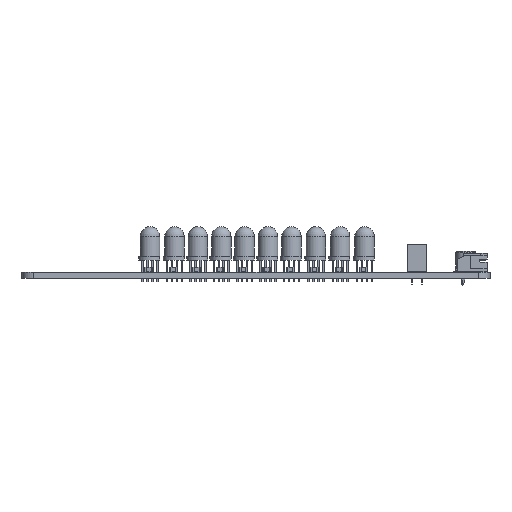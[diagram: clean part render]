
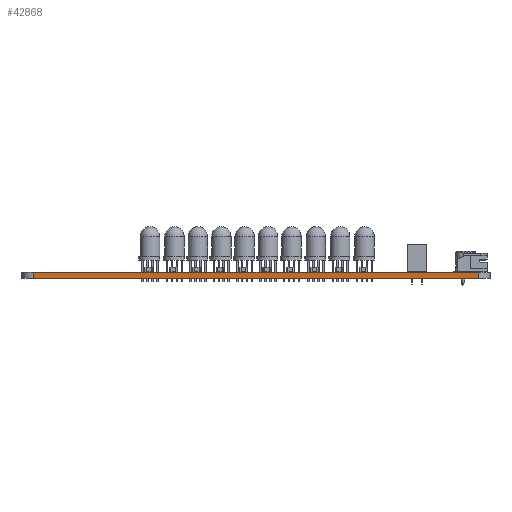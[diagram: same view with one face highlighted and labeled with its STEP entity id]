
A CAD part, left-side view. The second image highlights one B-rep face of the part: STEP entity #42868.
In plain terms, the highlighted planar face has unit normal (-1, 0, 0).
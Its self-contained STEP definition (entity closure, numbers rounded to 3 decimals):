
#42685 = CYLINDRICAL_SURFACE('',#42686,3.);
#42686 = AXIS2_PLACEMENT_3D('',#42687,#42688,#42689);
#42687 = CARTESIAN_POINT('',(223.,-137.,0.));
#42688 = DIRECTION('',(0.,0.,-1.));
#42689 = DIRECTION('',(1.,0.,0.));
#42710 = VERTEX_POINT('',#42711);
#42711 = CARTESIAN_POINT('',(220.,-137.,1.6));
#42726 = PLANE('',#42727);
#42727 = AXIS2_PLACEMENT_3D('',#42728,#42729,#42730);
#42728 = CARTESIAN_POINT('',(290.,-194.,1.6));
#42729 = DIRECTION('',(0.,0.,1.));
#42730 = DIRECTION('',(1.,0.,0.));
#42738 = EDGE_CURVE('',#42739,#42710,#42741,.T.);
#42739 = VERTEX_POINT('',#42740);
#42740 = CARTESIAN_POINT('',(220.,-137.,0.));
#42741 = SURFACE_CURVE('',#42742,(#42746,#42753),.PCURVE_S1.);
#42742 = LINE('',#42743,#42744);
#42743 = CARTESIAN_POINT('',(220.,-137.,0.));
#42744 = VECTOR('',#42745,1.);
#42745 = DIRECTION('',(0.,0.,1.));
#42746 = PCURVE('',#42685,#42747);
#42747 = DEFINITIONAL_REPRESENTATION('',(#42748),#42752);
#42748 = LINE('',#42749,#42750);
#42749 = CARTESIAN_POINT('',(-3.142,0.));
#42750 = VECTOR('',#42751,1.);
#42751 = DIRECTION('',(0.,-1.));
#42752 = ( GEOMETRIC_REPRESENTATION_CONTEXT(2) 
PARAMETRIC_REPRESENTATION_CONTEXT() REPRESENTATION_CONTEXT('2D SPACE',''
  ) );
#42753 = PCURVE('',#42754,#42759);
#42754 = PLANE('',#42755);
#42755 = AXIS2_PLACEMENT_3D('',#42756,#42757,#42758);
#42756 = CARTESIAN_POINT('',(220.,-137.,0.));
#42757 = DIRECTION('',(1.,0.,0.));
#42758 = DIRECTION('',(0.,-1.,0.));
#42759 = DEFINITIONAL_REPRESENTATION('',(#42760),#42764);
#42760 = LINE('',#42761,#42762);
#42761 = CARTESIAN_POINT('',(0.,0.));
#42762 = VECTOR('',#42763,1.);
#42763 = DIRECTION('',(0.,-1.));
#42764 = ( GEOMETRIC_REPRESENTATION_CONTEXT(2) 
PARAMETRIC_REPRESENTATION_CONTEXT() REPRESENTATION_CONTEXT('2D SPACE',''
  ) );
#42781 = PLANE('',#42782);
#42782 = AXIS2_PLACEMENT_3D('',#42783,#42784,#42785);
#42783 = CARTESIAN_POINT('',(290.,-194.,0.));
#42784 = DIRECTION('',(0.,0.,1.));
#42785 = DIRECTION('',(1.,0.,0.));
#42868 = ADVANCED_FACE('',(#42869),#42754,.F.);
#42869 = FACE_BOUND('',#42870,.F.);
#42870 = EDGE_LOOP('',(#42871,#42872,#42895,#42923));
#42871 = ORIENTED_EDGE('',*,*,#42738,.T.);
#42872 = ORIENTED_EDGE('',*,*,#42873,.T.);
#42873 = EDGE_CURVE('',#42710,#42874,#42876,.T.);
#42874 = VERTEX_POINT('',#42875);
#42875 = CARTESIAN_POINT('',(220.,-251.,1.6));
#42876 = SURFACE_CURVE('',#42877,(#42881,#42888),.PCURVE_S1.);
#42877 = LINE('',#42878,#42879);
#42878 = CARTESIAN_POINT('',(220.,-137.,1.6));
#42879 = VECTOR('',#42880,1.);
#42880 = DIRECTION('',(0.,-1.,0.));
#42881 = PCURVE('',#42754,#42882);
#42882 = DEFINITIONAL_REPRESENTATION('',(#42883),#42887);
#42883 = LINE('',#42884,#42885);
#42884 = CARTESIAN_POINT('',(0.,-1.6));
#42885 = VECTOR('',#42886,1.);
#42886 = DIRECTION('',(1.,0.));
#42887 = ( GEOMETRIC_REPRESENTATION_CONTEXT(2) 
PARAMETRIC_REPRESENTATION_CONTEXT() REPRESENTATION_CONTEXT('2D SPACE',''
  ) );
#42888 = PCURVE('',#42726,#42889);
#42889 = DEFINITIONAL_REPRESENTATION('',(#42890),#42894);
#42890 = LINE('',#42891,#42892);
#42891 = CARTESIAN_POINT('',(-70.,57.));
#42892 = VECTOR('',#42893,1.);
#42893 = DIRECTION('',(0.,-1.));
#42894 = ( GEOMETRIC_REPRESENTATION_CONTEXT(2) 
PARAMETRIC_REPRESENTATION_CONTEXT() REPRESENTATION_CONTEXT('2D SPACE',''
  ) );
#42895 = ORIENTED_EDGE('',*,*,#42896,.F.);
#42896 = EDGE_CURVE('',#42897,#42874,#42899,.T.);
#42897 = VERTEX_POINT('',#42898);
#42898 = CARTESIAN_POINT('',(220.,-251.,0.));
#42899 = SURFACE_CURVE('',#42900,(#42904,#42911),.PCURVE_S1.);
#42900 = LINE('',#42901,#42902);
#42901 = CARTESIAN_POINT('',(220.,-251.,0.));
#42902 = VECTOR('',#42903,1.);
#42903 = DIRECTION('',(0.,0.,1.));
#42904 = PCURVE('',#42754,#42905);
#42905 = DEFINITIONAL_REPRESENTATION('',(#42906),#42910);
#42906 = LINE('',#42907,#42908);
#42907 = CARTESIAN_POINT('',(114.,0.));
#42908 = VECTOR('',#42909,1.);
#42909 = DIRECTION('',(0.,-1.));
#42910 = ( GEOMETRIC_REPRESENTATION_CONTEXT(2) 
PARAMETRIC_REPRESENTATION_CONTEXT() REPRESENTATION_CONTEXT('2D SPACE',''
  ) );
#42911 = PCURVE('',#42912,#42917);
#42912 = CYLINDRICAL_SURFACE('',#42913,3.);
#42913 = AXIS2_PLACEMENT_3D('',#42914,#42915,#42916);
#42914 = CARTESIAN_POINT('',(223.,-251.,0.));
#42915 = DIRECTION('',(0.,0.,-1.));
#42916 = DIRECTION('',(1.,0.,0.));
#42917 = DEFINITIONAL_REPRESENTATION('',(#42918),#42922);
#42918 = LINE('',#42919,#42920);
#42919 = CARTESIAN_POINT('',(-3.142,0.));
#42920 = VECTOR('',#42921,1.);
#42921 = DIRECTION('',(0.,-1.));
#42922 = ( GEOMETRIC_REPRESENTATION_CONTEXT(2) 
PARAMETRIC_REPRESENTATION_CONTEXT() REPRESENTATION_CONTEXT('2D SPACE',''
  ) );
#42923 = ORIENTED_EDGE('',*,*,#42924,.F.);
#42924 = EDGE_CURVE('',#42739,#42897,#42925,.T.);
#42925 = SURFACE_CURVE('',#42926,(#42930,#42937),.PCURVE_S1.);
#42926 = LINE('',#42927,#42928);
#42927 = CARTESIAN_POINT('',(220.,-137.,0.));
#42928 = VECTOR('',#42929,1.);
#42929 = DIRECTION('',(0.,-1.,0.));
#42930 = PCURVE('',#42754,#42931);
#42931 = DEFINITIONAL_REPRESENTATION('',(#42932),#42936);
#42932 = LINE('',#42933,#42934);
#42933 = CARTESIAN_POINT('',(0.,0.));
#42934 = VECTOR('',#42935,1.);
#42935 = DIRECTION('',(1.,0.));
#42936 = ( GEOMETRIC_REPRESENTATION_CONTEXT(2) 
PARAMETRIC_REPRESENTATION_CONTEXT() REPRESENTATION_CONTEXT('2D SPACE',''
  ) );
#42937 = PCURVE('',#42781,#42938);
#42938 = DEFINITIONAL_REPRESENTATION('',(#42939),#42943);
#42939 = LINE('',#42940,#42941);
#42940 = CARTESIAN_POINT('',(-70.,57.));
#42941 = VECTOR('',#42942,1.);
#42942 = DIRECTION('',(0.,-1.));
#42943 = ( GEOMETRIC_REPRESENTATION_CONTEXT(2) 
PARAMETRIC_REPRESENTATION_CONTEXT() REPRESENTATION_CONTEXT('2D SPACE',''
  ) );
